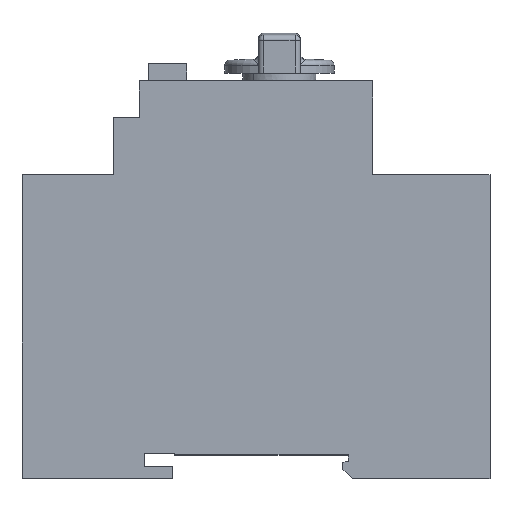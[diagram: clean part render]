
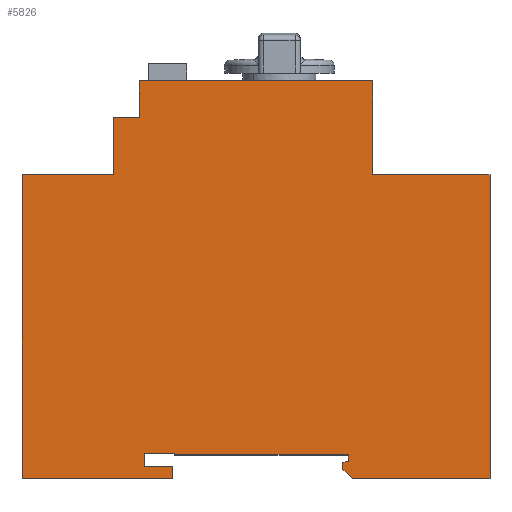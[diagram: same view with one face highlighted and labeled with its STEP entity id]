
A CAD part, top view. The second image highlights one B-rep face of the part: STEP entity #5826.
In plain terms, the highlighted planar face has unit normal (0, 0, 1).
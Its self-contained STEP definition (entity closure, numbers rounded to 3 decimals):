
#3067=DIRECTION('',(0.,1.,0.));
#3068=VECTOR('',#3067,18.);
#3069=CARTESIAN_POINT('',(22.45,53.85,22.35));
#3070=LINE('',#3069,#3068);
#3071=DIRECTION('',(-1.,0.,0.));
#3072=VECTOR('',#3071,22.5);
#3073=CARTESIAN_POINT('',(44.95,53.85,22.35));
#3074=LINE('',#3073,#3072);
#3075=DIRECTION('',(0.,1.,0.));
#3076=VECTOR('',#3075,58.35);
#3077=CARTESIAN_POINT('',(44.95,-4.5,22.35));
#3078=LINE('',#3077,#3076);
#3079=DIRECTION('',(1.,0.,0.));
#3080=VECTOR('',#3079,26.45);
#3081=CARTESIAN_POINT('',(18.5,-4.5,22.35));
#3082=LINE('',#3081,#3080);
#3083=DIRECTION('',(0.707,-0.707,0.));
#3084=VECTOR('',#3083,2.546);
#3085=CARTESIAN_POINT('',(16.7,-2.7,22.35));
#3086=LINE('',#3085,#3084);
#3087=DIRECTION('',(0.,-1.,0.));
#3088=VECTOR('',#3087,1.232);
#3089=CARTESIAN_POINT('',(16.7,-1.468,22.35));
#3090=LINE('',#3089,#3088);
#3091=DIRECTION('',(-0.966,-0.259,0.));
#3092=VECTOR('',#3091,1.035);
#3093=CARTESIAN_POINT('',(17.7,-1.2,22.35));
#3094=LINE('',#3093,#3092);
#3095=DIRECTION('',(0.,-1.,0.));
#3096=VECTOR('',#3095,1.2);
#3097=CARTESIAN_POINT('',(17.7,0.,22.35));
#3098=LINE('',#3097,#3096);
#3099=DIRECTION('',(0.,-1.,0.));
#3100=VECTOR('',#3099,0.3);
#3101=CARTESIAN_POINT('',(-15.6,0.3,22.35));
#3102=LINE('',#3101,#3100);
#3103=DIRECTION('',(1.,0.,0.));
#3104=VECTOR('',#3103,5.9);
#3105=CARTESIAN_POINT('',(-21.5,0.3,22.35));
#3106=LINE('',#3105,#3104);
#3107=DIRECTION('',(0.,1.,0.));
#3108=VECTOR('',#3107,2.5);
#3109=CARTESIAN_POINT('',(-21.5,-2.2,22.35));
#3110=LINE('',#3109,#3108);
#3111=DIRECTION('',(-1.,0.,0.));
#3112=VECTOR('',#3111,5.45);
#3113=CARTESIAN_POINT('',(-16.05,-2.2,22.35));
#3114=LINE('',#3113,#3112);
#3115=DIRECTION('',(0.,1.,0.));
#3116=VECTOR('',#3115,2.3);
#3117=CARTESIAN_POINT('',(-16.05,-4.5,22.35));
#3118=LINE('',#3117,#3116);
#3119=DIRECTION('',(1.,0.,0.));
#3120=VECTOR('',#3119,28.9);
#3121=CARTESIAN_POINT('',(-44.95,-4.5,22.35));
#3122=LINE('',#3121,#3120);
#3123=DIRECTION('',(0.,-1.,0.));
#3124=VECTOR('',#3123,58.35);
#3125=CARTESIAN_POINT('',(-44.95,53.85,22.35));
#3126=LINE('',#3125,#3124);
#3127=DIRECTION('',(-1.,0.,0.));
#3128=VECTOR('',#3127,17.5);
#3129=CARTESIAN_POINT('',(-27.45,53.85,22.35));
#3130=LINE('',#3129,#3128);
#3131=DIRECTION('',(0.,-1.,0.));
#3132=VECTOR('',#3131,11.);
#3133=CARTESIAN_POINT('',(-27.45,64.85,22.35));
#3134=LINE('',#3133,#3132);
#3135=DIRECTION('',(-1.,0.,0.));
#3136=VECTOR('',#3135,5.);
#3137=CARTESIAN_POINT('',(-22.45,64.85,22.35));
#3138=LINE('',#3137,#3136);
#3139=DIRECTION('',(0.,-1.,0.));
#3140=VECTOR('',#3139,7.);
#3141=CARTESIAN_POINT('',(-22.45,71.85,22.35));
#3142=LINE('',#3141,#3140);
#3143=DIRECTION('',(-1.,0.,0.));
#3144=VECTOR('',#3143,44.9);
#3145=CARTESIAN_POINT('',(22.45,71.85,22.35));
#3146=LINE('',#3145,#3144);
#3301=DIRECTION('',(-1.,0.,0.));
#3302=VECTOR('',#3301,33.3);
#3303=CARTESIAN_POINT('',(17.7,0.,22.35));
#3304=LINE('',#3303,#3302);
#4263=CARTESIAN_POINT('',(22.45,53.85,22.35));
#4264=VERTEX_POINT('',#4263);
#4265=CARTESIAN_POINT('',(44.95,53.85,22.35));
#4266=VERTEX_POINT('',#4265);
#4269=CARTESIAN_POINT('',(44.95,-4.5,22.35));
#4270=VERTEX_POINT('',#4269);
#4273=CARTESIAN_POINT('',(18.5,-4.5,22.35));
#4274=VERTEX_POINT('',#4273);
#4277=CARTESIAN_POINT('',(16.7,-2.7,22.35));
#4278=VERTEX_POINT('',#4277);
#4281=CARTESIAN_POINT('',(16.7,-1.468,22.35));
#4282=VERTEX_POINT('',#4281);
#4285=CARTESIAN_POINT('',(17.7,-1.2,22.35));
#4286=VERTEX_POINT('',#4285);
#4289=CARTESIAN_POINT('',(17.7,0.,22.35));
#4290=VERTEX_POINT('',#4289);
#4293=CARTESIAN_POINT('',(-15.6,0.,22.35));
#4294=VERTEX_POINT('',#4293);
#4297=CARTESIAN_POINT('',(-15.6,0.3,22.35));
#4298=VERTEX_POINT('',#4297);
#4301=CARTESIAN_POINT('',(-21.5,0.3,22.35));
#4302=VERTEX_POINT('',#4301);
#4305=CARTESIAN_POINT('',(-21.5,-2.2,22.35));
#4306=VERTEX_POINT('',#4305);
#4309=CARTESIAN_POINT('',(-16.05,-2.2,22.35));
#4310=VERTEX_POINT('',#4309);
#4313=CARTESIAN_POINT('',(-16.05,-4.5,22.35));
#4314=VERTEX_POINT('',#4313);
#4317=CARTESIAN_POINT('',(-44.95,-4.5,22.35));
#4318=VERTEX_POINT('',#4317);
#4321=CARTESIAN_POINT('',(-44.95,53.85,22.35));
#4322=VERTEX_POINT('',#4321);
#4325=CARTESIAN_POINT('',(-27.45,53.85,22.35));
#4326=VERTEX_POINT('',#4325);
#4329=CARTESIAN_POINT('',(-27.45,64.85,22.35));
#4330=VERTEX_POINT('',#4329);
#4333=CARTESIAN_POINT('',(-22.45,64.85,22.35));
#4334=VERTEX_POINT('',#4333);
#4337=CARTESIAN_POINT('',(-22.45,71.85,22.35));
#4338=VERTEX_POINT('',#4337);
#4339=CARTESIAN_POINT('',(22.45,71.85,22.35));
#4340=VERTEX_POINT('',#4339);
#5779=CARTESIAN_POINT('',(0.,33.675,22.35));
#5780=DIRECTION('',(0.,0.,1.));
#5781=DIRECTION('',(1.,0.,0.));
#5782=AXIS2_PLACEMENT_3D('',#5779,#5780,#5781);
#5783=PLANE('',#5782);
#5785=ORIENTED_EDGE('',*,*,#5784,.F.);
#5787=ORIENTED_EDGE('',*,*,#5786,.F.);
#5789=ORIENTED_EDGE('',*,*,#5788,.F.);
#5791=ORIENTED_EDGE('',*,*,#5790,.F.);
#5793=ORIENTED_EDGE('',*,*,#5792,.F.);
#5795=ORIENTED_EDGE('',*,*,#5794,.F.);
#5797=ORIENTED_EDGE('',*,*,#5796,.F.);
#5799=ORIENTED_EDGE('',*,*,#5798,.F.);
#5801=ORIENTED_EDGE('',*,*,#5800,.T.);
#5803=ORIENTED_EDGE('',*,*,#5802,.F.);
#5805=ORIENTED_EDGE('',*,*,#5804,.F.);
#5807=ORIENTED_EDGE('',*,*,#5806,.F.);
#5809=ORIENTED_EDGE('',*,*,#5808,.F.);
#5811=ORIENTED_EDGE('',*,*,#5810,.F.);
#5813=ORIENTED_EDGE('',*,*,#5812,.F.);
#5815=ORIENTED_EDGE('',*,*,#5814,.F.);
#5817=ORIENTED_EDGE('',*,*,#5816,.F.);
#5819=ORIENTED_EDGE('',*,*,#5818,.F.);
#5821=ORIENTED_EDGE('',*,*,#5820,.F.);
#5822=ORIENTED_EDGE('',*,*,#5772,.F.);
#5823=ORIENTED_EDGE('',*,*,#5694,.F.);
#5824=EDGE_LOOP('',(#5785,#5787,#5789,#5791,#5793,#5795,#5797,#5799,#5801,#5803,
#5805,#5807,#5809,#5811,#5813,#5815,#5817,#5819,#5821,#5822,#5823));
#5825=FACE_OUTER_BOUND('',#5824,.F.);
#5826=ADVANCED_FACE('',(#5825),#5783,.T.);
#5694=EDGE_CURVE('',#4340,#4338,#3146,.T.);
#5772=EDGE_CURVE('',#4338,#4334,#3142,.T.);
#5784=EDGE_CURVE('',#4264,#4340,#3070,.T.);
#5786=EDGE_CURVE('',#4266,#4264,#3074,.T.);
#5788=EDGE_CURVE('',#4270,#4266,#3078,.T.);
#5790=EDGE_CURVE('',#4274,#4270,#3082,.T.);
#5792=EDGE_CURVE('',#4278,#4274,#3086,.T.);
#5794=EDGE_CURVE('',#4282,#4278,#3090,.T.);
#5796=EDGE_CURVE('',#4286,#4282,#3094,.T.);
#5798=EDGE_CURVE('',#4290,#4286,#3098,.T.);
#5800=EDGE_CURVE('',#4290,#4294,#3304,.T.);
#5802=EDGE_CURVE('',#4298,#4294,#3102,.T.);
#5804=EDGE_CURVE('',#4302,#4298,#3106,.T.);
#5806=EDGE_CURVE('',#4306,#4302,#3110,.T.);
#5808=EDGE_CURVE('',#4310,#4306,#3114,.T.);
#5810=EDGE_CURVE('',#4314,#4310,#3118,.T.);
#5812=EDGE_CURVE('',#4318,#4314,#3122,.T.);
#5814=EDGE_CURVE('',#4322,#4318,#3126,.T.);
#5816=EDGE_CURVE('',#4326,#4322,#3130,.T.);
#5818=EDGE_CURVE('',#4330,#4326,#3134,.T.);
#5820=EDGE_CURVE('',#4334,#4330,#3138,.T.);
